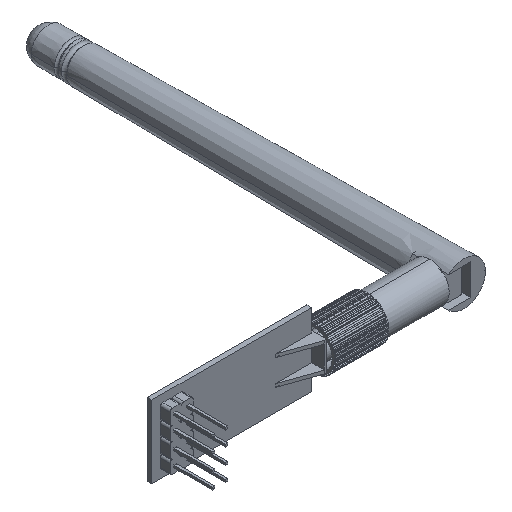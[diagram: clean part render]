
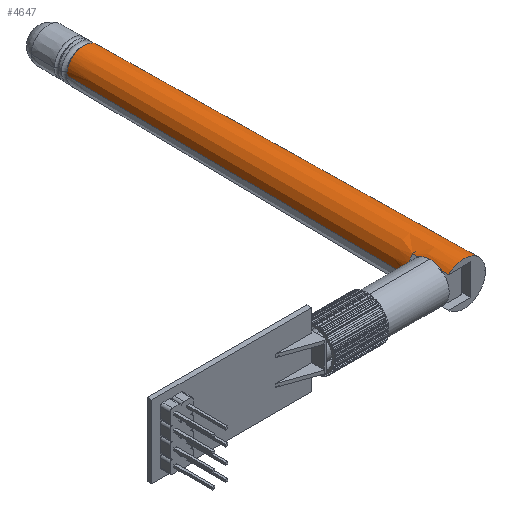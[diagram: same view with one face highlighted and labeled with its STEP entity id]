
A CAD part, isometric view. The second image highlights one B-rep face of the part: STEP entity #4647.
In plain terms, the highlighted conical face has half-angle 0.666 degrees and reference radius 3.5 mm.
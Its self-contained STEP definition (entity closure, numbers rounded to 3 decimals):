
#886 = VERTEX_POINT ( 'NONE', #1348 ) ;
#1348 = CARTESIAN_POINT ( 'NONE',  ( 3.2, -86., 3.164 ) ) ;
#1402 = DIRECTION ( 'NONE',  ( 0., 1., 0. ) ) ;
#1579 = CARTESIAN_POINT ( 'NONE',  ( 0., -78.5, 4.413 ) ) ;
#1643 = AXIS2_PLACEMENT_3D ( 'NONE', #13573, #2596, #15411 ) ;
#1666 = ORIENTED_EDGE ( 'NONE', *, *, #9143, .T. ) ;
#2512 = CARTESIAN_POINT ( 'NONE',  ( 3.2, -78.5, 3.039 ) ) ;
#2564 = CARTESIAN_POINT ( 'NONE',  ( 0., 0., -3.5 ) ) ;
#2596 = DIRECTION ( 'NONE',  ( 0., 1., 0. ) ) ;
#3147 = CARTESIAN_POINT ( 'NONE',  ( 0., -7.445, 3.587 ) ) ;
#4000 = EDGE_CURVE ( 'NONE', #12880, #6785, #8697, .T. ) ;
#4106 = ORIENTED_EDGE ( 'NONE', *, *, #4000, .T. ) ;
#4647 = ADVANCED_FACE ( 'NONE', ( #14420 ), #13859, .T. ) ;
#4916 = VERTEX_POINT ( 'NONE', #5741 ) ;
#5741 = CARTESIAN_POINT ( 'NONE',  ( 0., -86., -4.5 ) ) ;
#5786 = ORIENTED_EDGE ( 'NONE', *, *, #20874, .F. ) ;
#5807 = AXIS2_PLACEMENT_3D ( 'NONE', #8927, #21782, #10789 ) ;
#6785 = VERTEX_POINT ( 'NONE', #1579 ) ;
#7131 = LINE ( 'NONE', #2564, #12020 ) ;
#8014 = CARTESIAN_POINT ( 'NONE',  ( 3.2, -83.5, 3.123 ) ) ;
#8018 = CIRCLE ( 'NONE', #5807, 3.587 ) ;
#8697 = LINE ( 'NONE', #19862, #13025 ) ;
#8927 = CARTESIAN_POINT ( 'NONE',  ( 0., -7.445, 0. ) ) ;
#9143 = EDGE_CURVE ( 'NONE', #886, #4916, #14434, .T. ) ;
#10789 = DIRECTION ( 'NONE',  ( 0., 0., 1. ) ) ;
#11514 = ORIENTED_EDGE ( 'NONE', *, *, #13276, .T. ) ;
#11738 = DIRECTION ( 'NONE',  ( 0., 0., -1. ) ) ;
#12020 = VECTOR ( 'NONE', #13541, 1000. ) ;
#12354 = EDGE_CURVE ( 'NONE', #14085, #12880, #8018, .T. ) ;
#12385 = CARTESIAN_POINT ( 'NONE',  ( 0., -78.5, 0. ) ) ;
#12565 = CIRCLE ( 'NONE', #12616, 4.413 ) ;
#12616 = AXIS2_PLACEMENT_3D ( 'NONE', #12385, #1402, #14245 ) ;
#12880 = VERTEX_POINT ( 'NONE', #3147 ) ;
#13025 = VECTOR ( 'NONE', #21716, 1000. ) ;
#13276 = EDGE_CURVE ( 'NONE', #6785, #21196, #12565, .T. ) ;
#13541 = DIRECTION ( 'NONE',  ( 0., -1., -0.012 ) ) ;
#13573 = CARTESIAN_POINT ( 'NONE',  ( 0., -86., 0. ) ) ;
#13859 = CONICAL_SURFACE ( 'NONE', #23168, 3.5, 0.012 ) ;
#14085 = VERTEX_POINT ( 'NONE', #19219 ) ;
#14245 = DIRECTION ( 'NONE',  ( 0., 0., -1. ) ) ;
#14420 = FACE_OUTER_BOUND ( 'NONE', #23706, .T. ) ;
#14434 = CIRCLE ( 'NONE', #1643, 4.5 ) ;
#15411 = DIRECTION ( 'NONE',  ( 0., 0., 1. ) ) ;
#15844 = ORIENTED_EDGE ( 'NONE', *, *, #21287, .T. ) ;
#17195 = CARTESIAN_POINT ( 'NONE',  ( 3.2, -81., 3.081 ) ) ;
#17706 = ORIENTED_EDGE ( 'NONE', *, *, #12354, .T. ) ;
#19018 = CARTESIAN_POINT ( 'NONE',  ( 0., 0., 0. ) ) ;
#19219 = CARTESIAN_POINT ( 'NONE',  ( 0., -7.445, -3.587 ) ) ;
#19862 = CARTESIAN_POINT ( 'NONE',  ( 0., 0., 3.5 ) ) ;
#20077 = B_SPLINE_CURVE_WITH_KNOTS ( 'NONE', 3,
 ( #2512, #17195, #8014, #20878 ),
 .UNSPECIFIED., .F., .F.,
 ( 4, 4 ),
 ( 0.02, 0.028 ),
 .UNSPECIFIED. ) ;
#20874 = EDGE_CURVE ( 'NONE', #14085, #4916, #7131, .T. ) ;
#20878 = CARTESIAN_POINT ( 'NONE',  ( 3.2, -86., 3.164 ) ) ;
#20970 = DIRECTION ( 'NONE',  ( 0., -1., 0. ) ) ;
#21196 = VERTEX_POINT ( 'NONE', #23506 ) ;
#21287 = EDGE_CURVE ( 'NONE', #21196, #886, #20077, .T. ) ;
#21716 = DIRECTION ( 'NONE',  ( 0., -1., 0.012 ) ) ;
#21782 = DIRECTION ( 'NONE',  ( 0., -1., 0. ) ) ;
#23168 = AXIS2_PLACEMENT_3D ( 'NONE', #19018, #20970, #11738 ) ;
#23506 = CARTESIAN_POINT ( 'NONE',  ( 3.2, -78.5, 3.039 ) ) ;
#23706 = EDGE_LOOP ( 'NONE', ( #17706, #4106, #11514, #15844, #1666, #5786 ) ) ;
